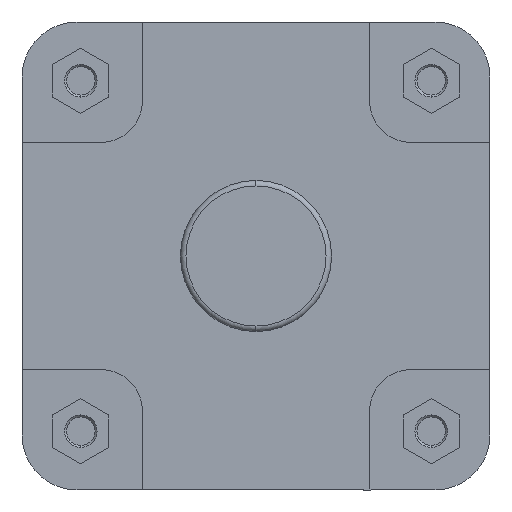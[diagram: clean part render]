
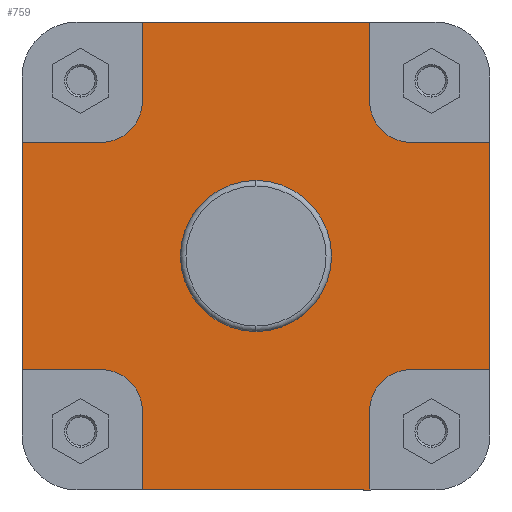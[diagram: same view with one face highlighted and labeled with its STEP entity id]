
A CAD part, left-side view. The second image highlights one B-rep face of the part: STEP entity #759.
In plain terms, the highlighted planar face has unit normal (-1, 0, 0).
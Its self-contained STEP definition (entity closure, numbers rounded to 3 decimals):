
#201 = VERTEX_POINT ( 'NONE', #1058 ) ;
#202 = VERTEX_POINT ( 'NONE', #1059 ) ;
#259 = VERTEX_POINT ( 'NONE', #1116 ) ;
#260 = VERTEX_POINT ( 'NONE', #1117 ) ;
#261 = VERTEX_POINT ( 'NONE', #1118 ) ;
#262 = VERTEX_POINT ( 'NONE', #1119 ) ;
#263 = VERTEX_POINT ( 'NONE', #1120 ) ;
#264 = VERTEX_POINT ( 'NONE', #1121 ) ;
#265 = VERTEX_POINT ( 'NONE', #1122 ) ;
#266 = VERTEX_POINT ( 'NONE', #1123 ) ;
#267 = VERTEX_POINT ( 'NONE', #1124 ) ;
#268 = VERTEX_POINT ( 'NONE', #1125 ) ;
#269 = VERTEX_POINT ( 'NONE', #1126 ) ;
#270 = VERTEX_POINT ( 'NONE', #1127 ) ;
#271 = VERTEX_POINT ( 'NONE', #1128 ) ;
#272 = VERTEX_POINT ( 'NONE', #1129 ) ;
#273 = VERTEX_POINT ( 'NONE', #1130 ) ;
#274 = VERTEX_POINT ( 'NONE', #1131 ) ;
#759 = ADVANCED_FACE ( 'NONE', ( #6844, #6840 ), #1484, .F. ) ;
#1058 = CARTESIAN_POINT ( 'NONE',  ( 16., 0., 54.9 ) ) ;
#1059 = CARTESIAN_POINT ( 'NONE',  ( 16., 0., -54.9 ) ) ;
#1116 = CARTESIAN_POINT ( 'NONE',  ( 16., 82.5, -170. ) ) ;
#1117 = CARTESIAN_POINT ( 'NONE',  ( 16., -82.5, -170. ) ) ;
#1118 = CARTESIAN_POINT ( 'NONE',  ( 16., -82.5, -112.5 ) ) ;
#1119 = CARTESIAN_POINT ( 'NONE',  ( 16., -112.5, -82.5 ) ) ;
#1120 = CARTESIAN_POINT ( 'NONE',  ( 16., -170., -82.5 ) ) ;
#1121 = CARTESIAN_POINT ( 'NONE',  ( 16., -170., 82.5 ) ) ;
#1122 = CARTESIAN_POINT ( 'NONE',  ( 16., -112.5, 82.5 ) ) ;
#1123 = CARTESIAN_POINT ( 'NONE',  ( 16., -82.5, 112.5 ) ) ;
#1124 = CARTESIAN_POINT ( 'NONE',  ( 16., -82.5, 170. ) ) ;
#1125 = CARTESIAN_POINT ( 'NONE',  ( 16., 82.5, 170. ) ) ;
#1126 = CARTESIAN_POINT ( 'NONE',  ( 16., 82.5, 112.5 ) ) ;
#1127 = CARTESIAN_POINT ( 'NONE',  ( 16., 112.5, 82.5 ) ) ;
#1128 = CARTESIAN_POINT ( 'NONE',  ( 16., 170., 82.5 ) ) ;
#1129 = CARTESIAN_POINT ( 'NONE',  ( 16., 170., -82.5 ) ) ;
#1130 = CARTESIAN_POINT ( 'NONE',  ( 16., 112.5, -82.5 ) ) ;
#1131 = CARTESIAN_POINT ( 'NONE',  ( 16., 82.5, -112.5 ) ) ;
#1476 = CARTESIAN_POINT ( 'NONE',  ( 16., 54.9, 0. ) ) ;
#1484 = PLANE ( 'NONE',  #4080 ) ;
#1485 = DIRECTION ( 'NONE',  ( 1., 0., 0. ) ) ;
#1486 = DIRECTION ( 'NONE',  ( 0., 0., -1. ) ) ;
#2263 = VECTOR ( 'NONE', #5308, 1000. ) ;
#2267 = LINE ( 'NONE', #5307, #2263 ) ;
#2268 = LINE ( 'NONE', #5324, #2277 ) ;
#2269 = LINE ( 'NONE', #5316, #2270 ) ;
#2270 = VECTOR ( 'NONE', #5317, 1000. ) ;
#2271 = CIRCLE ( 'NONE', #4274, 30. ) ;
#2272 = LINE ( 'NONE', #5309, #2273 ) ;
#2273 = VECTOR ( 'NONE', #5310, 1000. ) ;
#2274 = LINE ( 'NONE', #5311, #2275 ) ;
#2275 = VECTOR ( 'NONE', #5312, 1000. ) ;
#2277 = VECTOR ( 'NONE', #5325, 1000. ) ;
#2278 = CIRCLE ( 'NONE', #4282, 30. ) ;
#2279 = LINE ( 'NONE', #5318, #2280 ) ;
#2280 = VECTOR ( 'NONE', #5319, 1000. ) ;
#2281 = LINE ( 'NONE', #5320, #2282 ) ;
#2282 = VECTOR ( 'NONE', #5321, 1000. ) ;
#2283 = LINE ( 'NONE', #5313, #2287 ) ;
#2284 = CIRCLE ( 'NONE', #4283, 30. ) ;
#2285 = LINE ( 'NONE', #5327, #2286 ) ;
#2286 = VECTOR ( 'NONE', #5328, 1000. ) ;
#2287 = VECTOR ( 'NONE', #5330, 1000. ) ;
#2289 = LINE ( 'NONE', #5331, #2290 ) ;
#2290 = VECTOR ( 'NONE', #5332, 1000. ) ;
#2291 = LINE ( 'NONE', #5333, #2292 ) ;
#2292 = VECTOR ( 'NONE', #5334, 1000. ) ;
#2295 = CIRCLE ( 'NONE', #4284, 30. ) ;
#2317 = CIRCLE ( 'NONE', #4297, 54.9 ) ;
#2405 = CIRCLE ( 'NONE', #4307, 54.9 ) ;
#2497 = LINE ( 'NONE', #2733, #2498 ) ;
#2498 = VECTOR ( 'NONE', #2734, 1000. ) ;
#2733 = CARTESIAN_POINT ( 'NONE',  ( 16., 82.5, -112.5 ) ) ;
#2734 = DIRECTION ( 'NONE',  ( 0., 0., 1. ) ) ;
#3695 = EDGE_CURVE ( 'NONE', #274, #273, #2271, .T. ) ;
#3696 = EDGE_CURVE ( 'NONE', #273, #272, #2267, .T. ) ;
#3697 = EDGE_CURVE ( 'NONE', #272, #271, #2272, .T. ) ;
#3698 = EDGE_CURVE ( 'NONE', #271, #270, #2274, .T. ) ;
#3699 = EDGE_CURVE ( 'NONE', #270, #269, #2278, .T. ) ;
#3700 = EDGE_CURVE ( 'NONE', #269, #268, #2269, .T. ) ;
#3701 = EDGE_CURVE ( 'NONE', #268, #267, #2279, .T. ) ;
#3702 = EDGE_CURVE ( 'NONE', #267, #266, #2281, .T. ) ;
#3703 = EDGE_CURVE ( 'NONE', #266, #265, #2284, .T. ) ;
#3704 = EDGE_CURVE ( 'NONE', #265, #264, #2268, .T. ) ;
#3705 = EDGE_CURVE ( 'NONE', #263, #264, #2285, .T. ) ;
#3706 = EDGE_CURVE ( 'NONE', #261, #260, #2283, .T. ) ;
#3707 = EDGE_CURVE ( 'NONE', #259, #260, #2289, .T. ) ;
#3708 = EDGE_CURVE ( 'NONE', #263, #262, #2291, .T. ) ;
#3709 = EDGE_CURVE ( 'NONE', #262, #261, #2295, .T. ) ;
#3727 = EDGE_CURVE ( 'NONE', #202, #201, #2317, .T. ) ;
#3775 = EDGE_CURVE ( 'NONE', #201, #202, #2405, .T. ) ;
#3838 = EDGE_CURVE ( 'NONE', #259, #274, #2497, .T. ) ;
#4080 = AXIS2_PLACEMENT_3D ( 'NONE', #1476, #1485, #1486 ) ;
#4274 = AXIS2_PLACEMENT_3D ( 'NONE', #5303, #5305, #5306 ) ;
#4282 = AXIS2_PLACEMENT_3D ( 'NONE', #5301, #5314, #5315 ) ;
#4283 = AXIS2_PLACEMENT_3D ( 'NONE', #5304, #5322, #5323 ) ;
#4284 = AXIS2_PLACEMENT_3D ( 'NONE', #5329, #5336, #5337 ) ;
#4297 = AXIS2_PLACEMENT_3D ( 'NONE', #5367, #5386, #5387 ) ;
#4307 = AXIS2_PLACEMENT_3D ( 'NONE', #5480, #5491, #5492 ) ;
#5301 = CARTESIAN_POINT ( 'NONE',  ( 16., 112.5, 112.5 ) ) ;
#5303 = CARTESIAN_POINT ( 'NONE',  ( 16., 112.5, -112.5 ) ) ;
#5304 = CARTESIAN_POINT ( 'NONE',  ( 16., -112.5, 112.5 ) ) ;
#5305 = DIRECTION ( 'NONE',  ( -1., 0., 0. ) ) ;
#5306 = DIRECTION ( 'NONE',  ( 0., 0., -1. ) ) ;
#5307 = CARTESIAN_POINT ( 'NONE',  ( 16., 170., -82.5 ) ) ;
#5308 = DIRECTION ( 'NONE',  ( 0., 1., 0. ) ) ;
#5309 = CARTESIAN_POINT ( 'NONE',  ( 16., 170., 0. ) ) ;
#5310 = DIRECTION ( 'NONE',  ( 0., 0., 1. ) ) ;
#5311 = CARTESIAN_POINT ( 'NONE',  ( 16., 112.5, 82.5 ) ) ;
#5312 = DIRECTION ( 'NONE',  ( 0., -1., 0. ) ) ;
#5313 = CARTESIAN_POINT ( 'NONE',  ( 16., -82.5, -170. ) ) ;
#5314 = DIRECTION ( 'NONE',  ( -1., 0., 0. ) ) ;
#5315 = DIRECTION ( 'NONE',  ( 0., 1., 0. ) ) ;
#5316 = CARTESIAN_POINT ( 'NONE',  ( 16., 82.5, 170. ) ) ;
#5317 = DIRECTION ( 'NONE',  ( 0., 0., 1. ) ) ;
#5318 = CARTESIAN_POINT ( 'NONE',  ( 16., -374.141, 170. ) ) ;
#5319 = DIRECTION ( 'NONE',  ( 0., -1., 0. ) ) ;
#5320 = CARTESIAN_POINT ( 'NONE',  ( 16., -82.5, 112.5 ) ) ;
#5321 = DIRECTION ( 'NONE',  ( 0., 0., -1. ) ) ;
#5322 = DIRECTION ( 'NONE',  ( -1., 0., 0. ) ) ;
#5323 = DIRECTION ( 'NONE',  ( 0., 0., 1. ) ) ;
#5324 = CARTESIAN_POINT ( 'NONE',  ( 16., -170., 82.5 ) ) ;
#5325 = DIRECTION ( 'NONE',  ( 0., -1., 0. ) ) ;
#5327 = CARTESIAN_POINT ( 'NONE',  ( 16., -170., 0. ) ) ;
#5328 = DIRECTION ( 'NONE',  ( 0., 0., 1. ) ) ;
#5329 = CARTESIAN_POINT ( 'NONE',  ( 16., -112.5, -112.5 ) ) ;
#5330 = DIRECTION ( 'NONE',  ( 0., 0., -1. ) ) ;
#5331 = CARTESIAN_POINT ( 'NONE',  ( 16., -374.141, -170. ) ) ;
#5332 = DIRECTION ( 'NONE',  ( 0., -1., 0. ) ) ;
#5333 = CARTESIAN_POINT ( 'NONE',  ( 16., -112.5, -82.5 ) ) ;
#5334 = DIRECTION ( 'NONE',  ( 0., 1., 0. ) ) ;
#5336 = DIRECTION ( 'NONE',  ( -1., 0., 0. ) ) ;
#5337 = DIRECTION ( 'NONE',  ( 0., -1., 0. ) ) ;
#5367 = CARTESIAN_POINT ( 'NONE',  ( 16., 0., 0. ) ) ;
#5386 = DIRECTION ( 'NONE',  ( -1., 0., 0. ) ) ;
#5387 = DIRECTION ( 'NONE',  ( 0., 0., 1. ) ) ;
#5480 = CARTESIAN_POINT ( 'NONE',  ( 16., 0., 0. ) ) ;
#5491 = DIRECTION ( 'NONE',  ( -1., 0., 0. ) ) ;
#5492 = DIRECTION ( 'NONE',  ( 0., 0., 1. ) ) ;
#5684 = EDGE_LOOP ( 'NONE', ( #6064, #6062 ) ) ;
#5695 = EDGE_LOOP ( 'NONE', ( #6061, #6059, #6058, #6057, #6055, #6054, #6053, #6051, #6049, #6048, #6047, #6046, #6044, #6042, #6040, #6038 ) ) ;
#6038 = ORIENTED_EDGE ( 'NONE', *, *, #3838, .F. ) ;
#6040 = ORIENTED_EDGE ( 'NONE', *, *, #3695, .F. ) ;
#6042 = ORIENTED_EDGE ( 'NONE', *, *, #3696, .F. ) ;
#6044 = ORIENTED_EDGE ( 'NONE', *, *, #3697, .F. ) ;
#6046 = ORIENTED_EDGE ( 'NONE', *, *, #3698, .F. ) ;
#6047 = ORIENTED_EDGE ( 'NONE', *, *, #3699, .F. ) ;
#6048 = ORIENTED_EDGE ( 'NONE', *, *, #3700, .F. ) ;
#6049 = ORIENTED_EDGE ( 'NONE', *, *, #3701, .F. ) ;
#6051 = ORIENTED_EDGE ( 'NONE', *, *, #3702, .F. ) ;
#6053 = ORIENTED_EDGE ( 'NONE', *, *, #3703, .F. ) ;
#6054 = ORIENTED_EDGE ( 'NONE', *, *, #3704, .F. ) ;
#6055 = ORIENTED_EDGE ( 'NONE', *, *, #3705, .T. ) ;
#6057 = ORIENTED_EDGE ( 'NONE', *, *, #3708, .F. ) ;
#6058 = ORIENTED_EDGE ( 'NONE', *, *, #3709, .F. ) ;
#6059 = ORIENTED_EDGE ( 'NONE', *, *, #3706, .F. ) ;
#6061 = ORIENTED_EDGE ( 'NONE', *, *, #3707, .T. ) ;
#6062 = ORIENTED_EDGE ( 'NONE', *, *, #3727, .F. ) ;
#6064 = ORIENTED_EDGE ( 'NONE', *, *, #3775, .F. ) ;
#6840 = FACE_OUTER_BOUND ( 'NONE', #5695, .T. ) ;
#6844 = FACE_BOUND ( 'NONE', #5684, .T. ) ;
